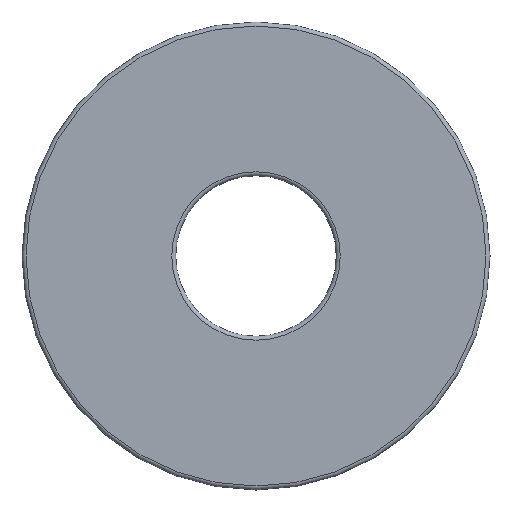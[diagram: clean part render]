
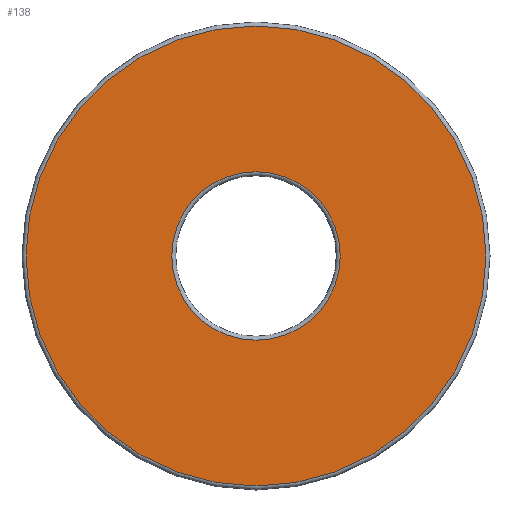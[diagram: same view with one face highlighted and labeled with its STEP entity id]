
A CAD part, left-side view. The second image highlights one B-rep face of the part: STEP entity #138.
In plain terms, the highlighted planar face has unit normal (-1, 0, 0).
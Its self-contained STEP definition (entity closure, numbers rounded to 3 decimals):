
#2 = EDGE_LOOP ( 'NONE', ( #116 ) ) ;
#15 = CARTESIAN_POINT ( 'NONE',  ( -7.95, 17.2, 0. ) ) ;
#32 = EDGE_CURVE ( 'NONE', #254, #254, #160, .T. ) ;
#39 = VERTEX_POINT ( 'NONE', #15 ) ;
#59 = EDGE_CURVE ( 'NONE', #39, #39, #264, .T. ) ;
#60 = CARTESIAN_POINT ( 'NONE',  ( -7.95, 6.3, 0. ) ) ;
#61 = CARTESIAN_POINT ( 'NONE',  ( -7.95, 0., 0. ) ) ;
#68 = DIRECTION ( 'NONE',  ( 0., 1., 0. ) ) ;
#104 = CARTESIAN_POINT ( 'NONE',  ( -7.95, 0., 0. ) ) ;
#116 = ORIENTED_EDGE ( 'NONE', *, *, #32, .T. ) ;
#117 = PLANE ( 'NONE',  #147 ) ;
#118 = FACE_OUTER_BOUND ( 'NONE', #133, .T. ) ;
#119 = AXIS2_PLACEMENT_3D ( 'NONE', #104, #283, #195 ) ;
#130 = ORIENTED_EDGE ( 'NONE', *, *, #59, .T. ) ;
#133 = EDGE_LOOP ( 'NONE', ( #130 ) ) ;
#138 = ADVANCED_FACE ( 'NONE', ( #118, #226 ), #117, .F. ) ;
#142 = AXIS2_PLACEMENT_3D ( 'NONE', #61, #219, #68 ) ;
#147 = AXIS2_PLACEMENT_3D ( 'NONE', #187, #208, #184 ) ;
#160 = CIRCLE ( 'NONE', #119, 6.3 ) ;
#184 = DIRECTION ( 'NONE',  ( 0., 1., 0. ) ) ;
#187 = CARTESIAN_POINT ( 'NONE',  ( -7.95, 6., 0. ) ) ;
#195 = DIRECTION ( 'NONE',  ( 0., 1., 0. ) ) ;
#208 = DIRECTION ( 'NONE',  ( 1., 0., 0. ) ) ;
#219 = DIRECTION ( 'NONE',  ( -1., 0., 0. ) ) ;
#226 = FACE_BOUND ( 'NONE', #2, .T. ) ;
#254 = VERTEX_POINT ( 'NONE', #60 ) ;
#264 = CIRCLE ( 'NONE', #142, 17.2 ) ;
#283 = DIRECTION ( 'NONE',  ( 1., 0., 0. ) ) ;
